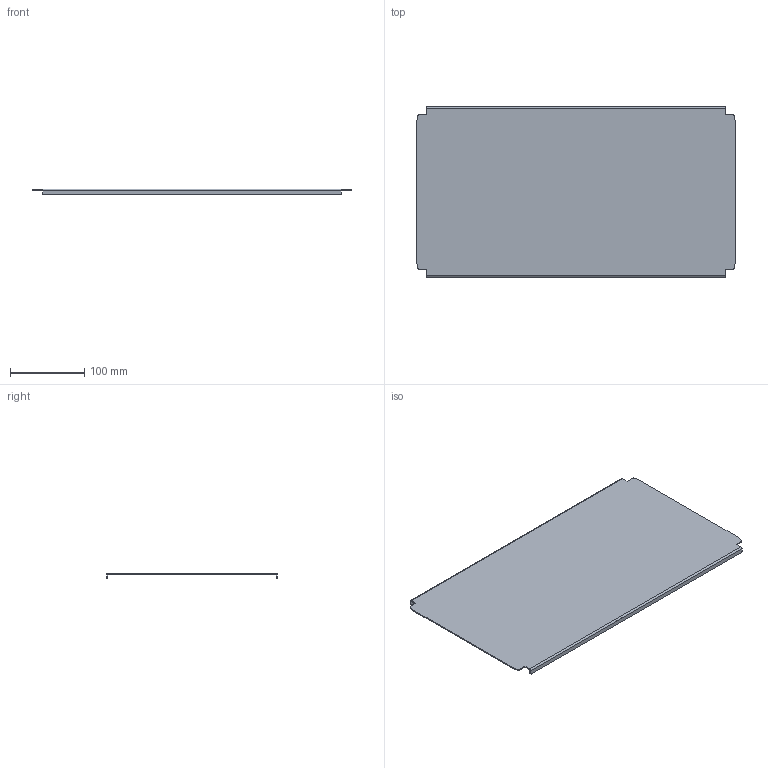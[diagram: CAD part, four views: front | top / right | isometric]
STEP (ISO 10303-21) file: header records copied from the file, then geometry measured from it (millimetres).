
FILE_DESCRIPTION(/* description */ ('','CAx-IF Rec.Pracs.---Representation and Presentation of Product Manufacturing Information (PMI)---3.8---2014-02-18'),/* implementation_level */ '2;1');
FILE_NAME(/* name */ '1011152_3D.stp',/* time_stamp */ '2019-05-09T08:52:34+02:00',/* author */ ('watermann'),/* organization */ (''),/* preprocessor_version */ 'ST-DEVELOPER v16.13',/* originating_system */ 'Autodesk Inventor 2018',/* authorisation */ '');
FILE_SCHEMA (('AP242_MANAGED_MODEL_BASED_3D_ENGINEERING_MIM_LF { 1 0 10303 442 1 1 4 }'));
Length unit declared in the file: millimetre
Products named in the file (1): 1011152_3D
Bounding box: 430.66 x 230.4 x 8 mm (x, y, z)
Volume: 154949.4 mm3; surface area: 208599.2 mm2
Topology: 1 solids, 1 shells, 42 faces, 104 edges, 64 vertices
Faces by surface type: plane 30, cylinder 12
Entity records: 1263 total; most frequent: DIRECTION 214, CARTESIAN_POINT 211, ORIENTED_EDGE 208, EDGE_CURVE 104, LINE 80, VECTOR 80, AXIS2_PLACEMENT_3D 67, VERTEX_POINT 64
